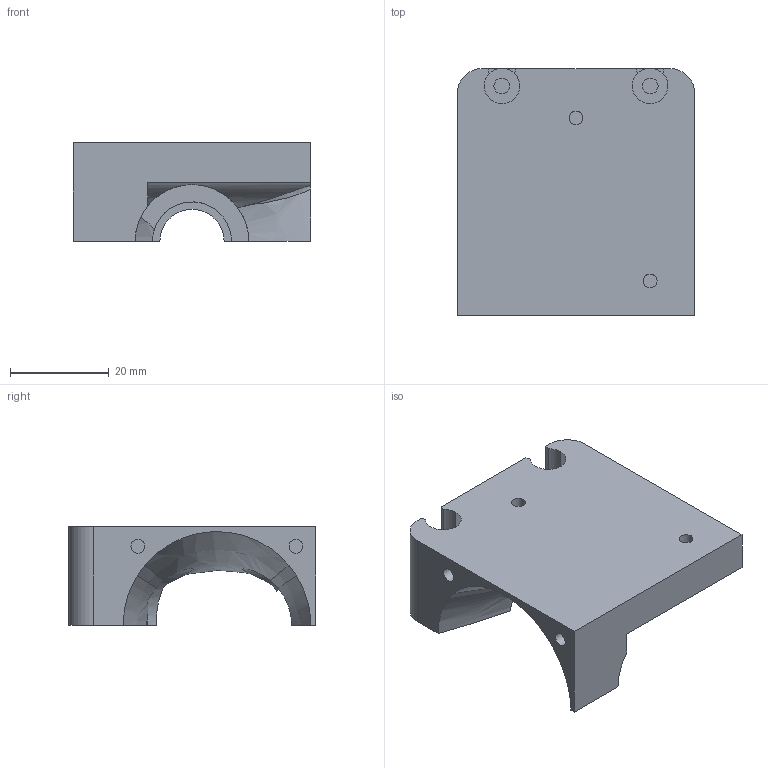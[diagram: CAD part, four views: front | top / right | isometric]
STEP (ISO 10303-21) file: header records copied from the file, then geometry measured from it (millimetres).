
FILE_DESCRIPTION(('FreeCAD Model'),'2;1');
FILE_NAME('Open CASCADE Shape Model','2022-02-25T20:55:11',('Author'),( ''),'Open CASCADE STEP processor 7.5','FreeCAD','Unknown');
FILE_SCHEMA(('AUTOMOTIVE_DESIGN { 1 0 10303 214 1 1 1 1 }'));
Length unit declared in the file: millimetre
Products named in the file (1): hotend.bowden.lid
Bounding box: 48 x 50.09 x 20 mm (x, y, z)
Volume: 25791.9 mm3; surface area: 8839.7 mm2
Topology: 1 solids, 1 shells, 57 faces, 143 edges, 94 vertices
Faces by surface type: plane 28, cylinder 19, bspline 9, cone 1
Full cylindrical faces by diameter (mm): 2.8 x4, 3.2 x2, 7.2 x2
Entity records: 5145 total; most frequent: CARTESIAN_POINT 2568, DIRECTION 399, ORIENTED_EDGE 278, PCURVE 278, DEFINITIONAL_REPRESENTATION 278, LINE 221, VECTOR 221, EDGE_CURVE 139
